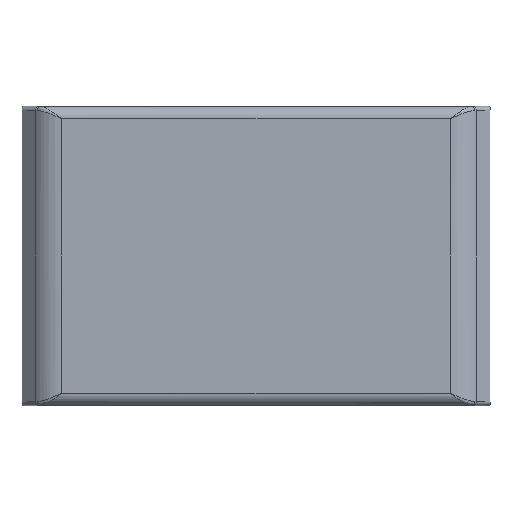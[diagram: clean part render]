
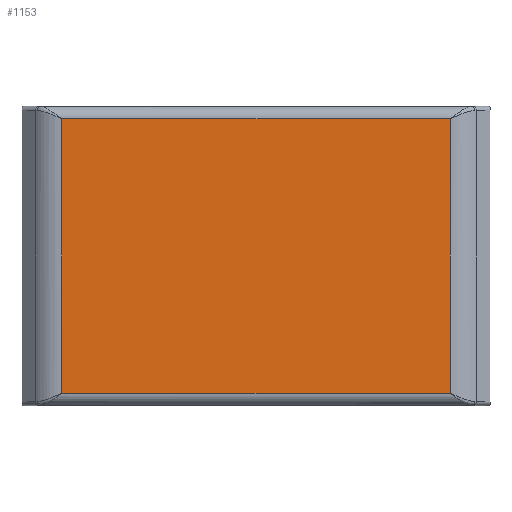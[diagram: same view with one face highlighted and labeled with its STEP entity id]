
A CAD part, front view. The second image highlights one B-rep face of the part: STEP entity #1153.
In plain terms, the highlighted planar face has unit normal (0, -1, 0).
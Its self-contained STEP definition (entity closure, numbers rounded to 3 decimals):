
#48 = CARTESIAN_POINT ( 'NONE',  ( -51.5, -6.5, 36.8 ) ) ;
#371 = DIRECTION ( 'NONE',  ( 1., 0., 0. ) ) ;
#1098 = CARTESIAN_POINT ( 'NONE',  ( -51.5, -6.5, -33.738 ) ) ;
#1103 = LINE ( 'NONE', #1098, #3665 ) ;
#1153 = ADVANCED_FACE ( 'NONE', ( #3634 ), #6290, .F. ) ;
#1387 = ORIENTED_EDGE ( 'NONE', *, *, #5640, .F. ) ;
#1930 = LINE ( 'NONE', #6392, #5710 ) ;
#2007 = EDGE_LOOP ( 'NONE', ( #2014, #1387, #2288, #4755 ) ) ;
#2014 = ORIENTED_EDGE ( 'NONE', *, *, #4959, .F. ) ;
#2082 = DIRECTION ( 'NONE',  ( 0., 1., 0. ) ) ;
#2123 = DIRECTION ( 'NONE',  ( -1., 0., 0. ) ) ;
#2288 = ORIENTED_EDGE ( 'NONE', *, *, #5196, .F. ) ;
#2684 = VECTOR ( 'NONE', #3766, 1000. ) ;
#2707 = EDGE_CURVE ( 'NONE', #5856, #5738, #5430, .T. ) ;
#2857 = AXIS2_PLACEMENT_3D ( 'NONE', #48, #2082, #5248 ) ;
#3341 = VERTEX_POINT ( 'NONE', #4655 ) ;
#3477 = VERTEX_POINT ( 'NONE', #5773 ) ;
#3593 = LINE ( 'NONE', #5984, #4639 ) ;
#3634 = FACE_OUTER_BOUND ( 'NONE', #2007, .T. ) ;
#3665 = VECTOR ( 'NONE', #2123, 1000. ) ;
#3699 = DIRECTION ( 'NONE',  ( 0., 0., 1. ) ) ;
#3766 = DIRECTION ( 'NONE',  ( 0., 0., -1. ) ) ;
#4639 = VECTOR ( 'NONE', #371, 1000. ) ;
#4655 = CARTESIAN_POINT ( 'NONE',  ( -47.772, -6.5, -33.738 ) ) ;
#4691 = CARTESIAN_POINT ( 'NONE',  ( 47.772, -6.5, 36.8 ) ) ;
#4755 = ORIENTED_EDGE ( 'NONE', *, *, #2707, .F. ) ;
#4959 = EDGE_CURVE ( 'NONE', #3477, #5856, #3593, .T. ) ;
#5196 = EDGE_CURVE ( 'NONE', #5738, #3341, #1103, .T. ) ;
#5248 = DIRECTION ( 'NONE',  ( 0., 0., 1. ) ) ;
#5430 = LINE ( 'NONE', #4691, #2684 ) ;
#5554 = CARTESIAN_POINT ( 'NONE',  ( 47.772, -6.5, -33.738 ) ) ;
#5640 = EDGE_CURVE ( 'NONE', #3341, #3477, #1930, .T. ) ;
#5710 = VECTOR ( 'NONE', #3699, 1000. ) ;
#5738 = VERTEX_POINT ( 'NONE', #5554 ) ;
#5773 = CARTESIAN_POINT ( 'NONE',  ( -47.772, -6.5, 33.738 ) ) ;
#5856 = VERTEX_POINT ( 'NONE', #6620 ) ;
#5984 = CARTESIAN_POINT ( 'NONE',  ( -51.5, -6.5, 33.738 ) ) ;
#6290 = PLANE ( 'NONE',  #2857 ) ;
#6392 = CARTESIAN_POINT ( 'NONE',  ( -47.772, -6.5, 36.8 ) ) ;
#6620 = CARTESIAN_POINT ( 'NONE',  ( 47.772, -6.5, 33.738 ) ) ;
